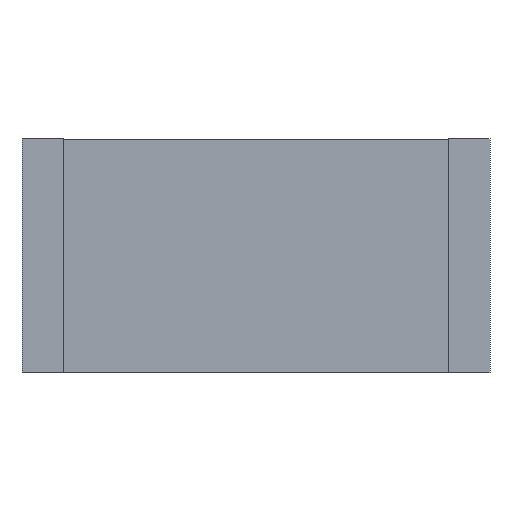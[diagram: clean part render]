
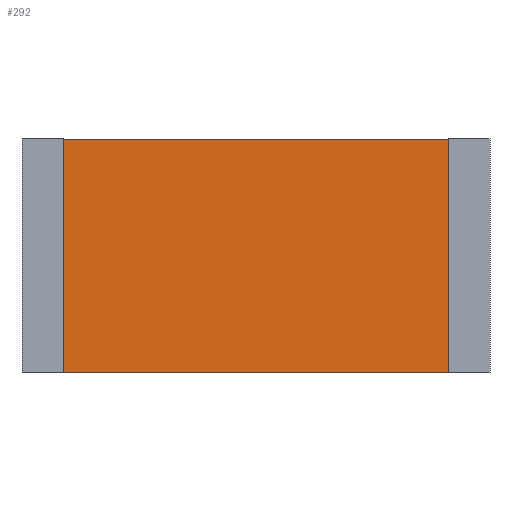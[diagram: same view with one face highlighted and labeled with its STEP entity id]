
A CAD part, front view. The second image highlights one B-rep face of the part: STEP entity #292.
In plain terms, the highlighted planar face has unit normal (0, -1, 0).
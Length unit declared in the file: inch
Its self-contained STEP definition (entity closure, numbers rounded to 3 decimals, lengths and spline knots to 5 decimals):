
#55=DIRECTION('',(1.,0.,0.));
#56=VECTOR('',#55,8.4);
#57=CARTESIAN_POINT('',(-4.2,-0.294,-2.544));
#58=LINE('',#57,#56);
#59=DIRECTION('',(0.,0.,1.));
#60=VECTOR('',#59,5.088);
#61=CARTESIAN_POINT('',(-4.2,-0.294,-2.544));
#62=LINE('',#61,#60);
#63=DIRECTION('',(1.,0.,0.));
#64=VECTOR('',#63,8.4);
#65=CARTESIAN_POINT('',(-4.2,-0.294,2.544));
#66=LINE('',#65,#64);
#67=DIRECTION('',(0.,0.,-1.));
#68=VECTOR('',#67,5.088);
#69=CARTESIAN_POINT('',(4.2,-0.294,2.544));
#70=LINE('',#69,#68);
#195=CARTESIAN_POINT('',(-4.2,-0.294,2.544));
#196=CARTESIAN_POINT('',(4.2,-0.294,2.544));
#197=VERTEX_POINT('',#195);
#198=VERTEX_POINT('',#196);
#200=CARTESIAN_POINT('',(-4.2,-0.294,-2.544));
#202=VERTEX_POINT('',#200);
#203=CARTESIAN_POINT('',(4.2,-0.294,-2.544));
#205=VERTEX_POINT('',#203);
#278=CARTESIAN_POINT('',(0.,-0.294,0.));
#279=DIRECTION('',(0.,1.,0.));
#280=DIRECTION('',(1.,0.,0.));
#281=AXIS2_PLACEMENT_3D('',#278,#279,#280);
#282=PLANE('',#281);
#284=ORIENTED_EDGE('',*,*,#283,.F.);
#285=ORIENTED_EDGE('',*,*,#267,.T.);
#287=ORIENTED_EDGE('',*,*,#286,.T.);
#289=ORIENTED_EDGE('',*,*,#288,.T.);
#290=EDGE_LOOP('',(#284,#285,#287,#289));
#291=FACE_OUTER_BOUND('',#290,.F.);
#267=EDGE_CURVE('',#202,#197,#62,.T.);
#283=EDGE_CURVE('',#202,#205,#58,.T.);
#286=EDGE_CURVE('',#197,#198,#66,.T.);
#288=EDGE_CURVE('',#198,#205,#70,.T.);
#292=ADVANCED_FACE('',(#291),#282,.F.);
